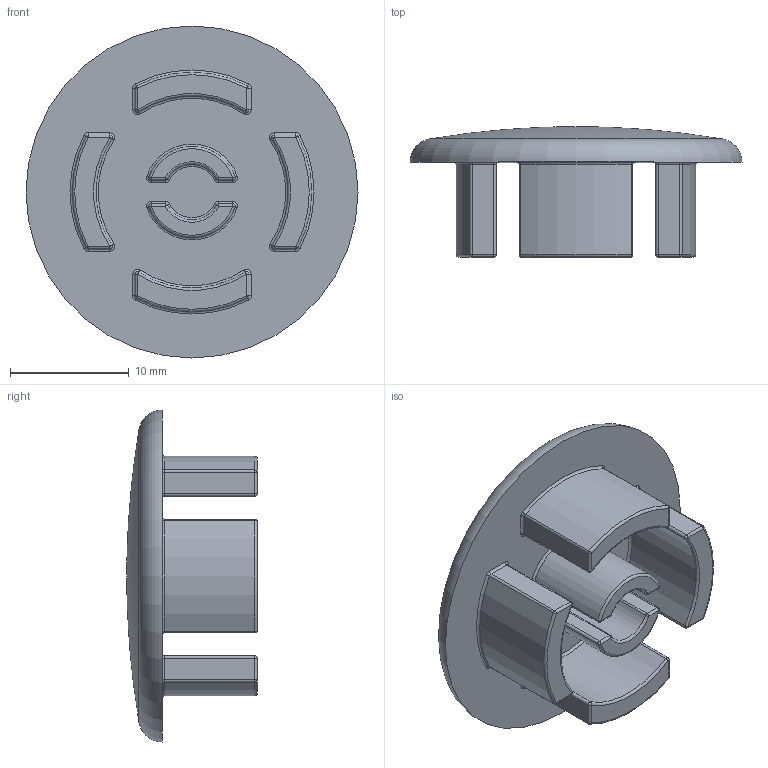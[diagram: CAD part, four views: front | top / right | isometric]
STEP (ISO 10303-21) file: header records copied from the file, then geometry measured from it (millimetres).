
FILE_DESCRIPTION(/* description */ (''),/* implementation_level */ '2;1');
FILE_NAME(/* name */ '220028.stp',/* time_stamp */ '2019-04-13T09:22:52+02:00',/* author */ ('Swarna'),/* organization */ ('Alutec K&K'),/* preprocessor_version */ 'ST-DEVELOPER v17',/* originating_system */ 'Autodesk Inventor 2018',/* authorisation */ '');
FILE_SCHEMA (('AUTOMOTIVE_DESIGN { 1 0 10303 214 3 1 1 }'));
Length unit declared in the file: millimetre
Products named in the file (1): 4721-154-220028
Bounding box: 28 x 11 x 28 mm (x, y, z)
Volume: 2215 mm3; surface area: 2376.8 mm2
Topology: 1 solids, 1 shells, 153 faces, 319 edges, 173 vertices
Faces by surface type: cylinder 60, torus 49, sphere 24, plane 19, bspline 1
Entity records: 4099 total; most frequent: DIRECTION 846, CARTESIAN_POINT 671, ORIENTED_EDGE 636, AXIS2_PLACEMENT_3D 375, EDGE_CURVE 318, CIRCLE 222, VERTEX_POINT 173, EDGE_LOOP 159
